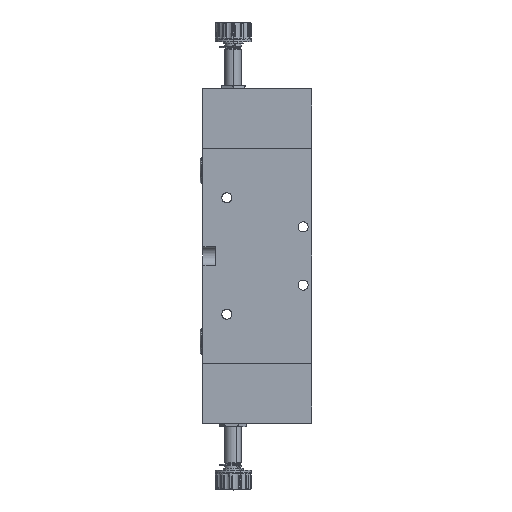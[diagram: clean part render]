
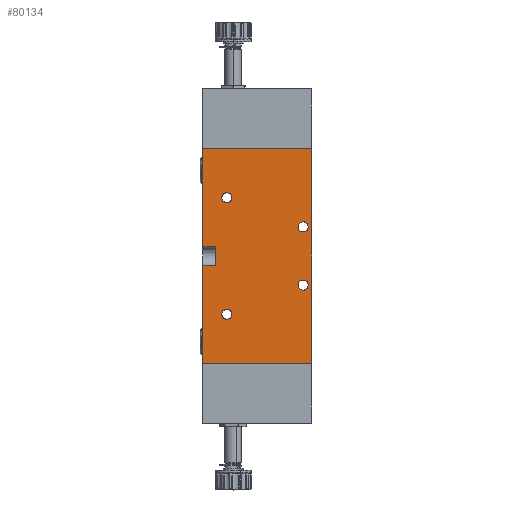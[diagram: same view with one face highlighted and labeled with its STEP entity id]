
A CAD part, left-side view. The second image highlights one B-rep face of the part: STEP entity #80134.
In plain terms, the highlighted planar face has unit normal (-1, 0, 0).
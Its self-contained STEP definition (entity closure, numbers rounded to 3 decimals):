
#233 = CARTESIAN_POINT ( 'NONE',  ( -20., 16.8, 91. ) ) ;
#1942 = CARTESIAN_POINT ( 'NONE',  ( -20., -25.2, 43. ) ) ;
#4042 = CARTESIAN_POINT ( 'NONE',  ( -20., -25.2, 72.25 ) ) ;
#4303 = DIRECTION ( 'NONE',  ( 0., 0., -1. ) ) ;
#4528 = CARTESIAN_POINT ( 'NONE',  ( -20., -30., 64. ) ) ;
#4542 = AXIS2_PLACEMENT_3D ( 'NONE', #22192, #69327, #28998 ) ;
#4583 = CARTESIAN_POINT ( 'NONE',  ( -20., 16.8, 91. ) ) ;
#6026 = ORIENTED_EDGE ( 'NONE', *, *, #8868, .T. ) ;
#6405 = EDGE_LOOP ( 'NONE', ( #69148, #71978 ) ) ;
#6454 = LINE ( 'NONE', #24207, #24383 ) ;
#6773 = VERTEX_POINT ( 'NONE', #4042 ) ;
#6982 = DIRECTION ( 'NONE',  ( 0., 0., -1. ) ) ;
#7183 = EDGE_CURVE ( 'NONE', #29422, #73805, #39320, .T. ) ;
#7311 = ORIENTED_EDGE ( 'NONE', *, *, #84565, .T. ) ;
#8670 = PLANE ( 'NONE',  #30121 ) ;
#8716 = DIRECTION ( 'NONE',  ( 0., 0., -1. ) ) ;
#8756 = FACE_BOUND ( 'NONE', #61633, .T. ) ;
#8868 = EDGE_CURVE ( 'NONE', #75009, #32435, #11498, .T. ) ;
#9015 = DIRECTION ( 'NONE',  ( 1., 0., 0. ) ) ;
#9170 = LINE ( 'NONE', #64696, #40851 ) ;
#9216 = VECTOR ( 'NONE', #51986, 1000. ) ;
#10170 = ORIENTED_EDGE ( 'NONE', *, *, #29913, .F. ) ;
#11276 = CIRCLE ( 'NONE', #69462, 2.75 ) ;
#11398 = DIRECTION ( 'NONE',  ( 0., 0., -1. ) ) ;
#11498 = LINE ( 'NONE', #54368, #26509 ) ;
#11530 = VERTEX_POINT ( 'NONE', #66059 ) ;
#13023 = EDGE_LOOP ( 'NONE', ( #7311, #29631 ) ) ;
#13109 = DIRECTION ( 'NONE',  ( 1., 0., 0. ) ) ;
#13275 = EDGE_CURVE ( 'NONE', #72316, #50096, #68762, .T. ) ;
#13723 = ORIENTED_EDGE ( 'NONE', *, *, #35398, .T. ) ;
#13765 = CARTESIAN_POINT ( 'NONE',  ( -20., -25.2, 75. ) ) ;
#14073 = VECTOR ( 'NONE', #49804, 1000. ) ;
#15453 = VERTEX_POINT ( 'NONE', #86763 ) ;
#15728 = CARTESIAN_POINT ( 'NONE',  ( -20., -25.2, 40.25 ) ) ;
#15972 = CARTESIAN_POINT ( 'NONE',  ( -20., -30., 54. ) ) ;
#17898 = DIRECTION ( 'NONE',  ( 0., -1., 0. ) ) ;
#18159 = ORIENTED_EDGE ( 'NONE', *, *, #84156, .T. ) ;
#18259 = EDGE_CURVE ( 'NONE', #11530, #30542, #57363, .T. ) ;
#18713 = AXIS2_PLACEMENT_3D ( 'NONE', #1942, #49106, #8716 ) ;
#19291 = DIRECTION ( 'NONE',  ( 0., 0., 1. ) ) ;
#19778 = VERTEX_POINT ( 'NONE', #26508 ) ;
#19830 = CARTESIAN_POINT ( 'NONE',  ( -20., 23., 64. ) ) ;
#20497 = DIRECTION ( 'NONE',  ( 0., 0., -1. ) ) ;
#20554 = CARTESIAN_POINT ( 'NONE',  ( -20., -25.2, 75. ) ) ;
#21830 = CARTESIAN_POINT ( 'NONE',  ( -20., 30., 64. ) ) ;
#22192 = CARTESIAN_POINT ( 'NONE',  ( -20., 16.8, 27. ) ) ;
#22443 = FACE_BOUND ( 'NONE', #51443, .T. ) ;
#22958 = CIRCLE ( 'NONE', #37245, 2.75 ) ;
#23434 = ORIENTED_EDGE ( 'NONE', *, *, #85592, .T. ) ;
#23838 = VECTOR ( 'NONE', #19291, 1000. ) ;
#24207 = CARTESIAN_POINT ( 'NONE',  ( -20., -30., 118. ) ) ;
#24383 = VECTOR ( 'NONE', #71365, 1000. ) ;
#26354 = CARTESIAN_POINT ( 'NONE',  ( -20., 23., 118. ) ) ;
#26508 = CARTESIAN_POINT ( 'NONE',  ( -20., 23., 54. ) ) ;
#26509 = VECTOR ( 'NONE', #33781, 1000. ) ;
#27063 = VERTEX_POINT ( 'NONE', #56240 ) ;
#27351 = DIRECTION ( 'NONE',  ( 0., 0., -1. ) ) ;
#28998 = DIRECTION ( 'NONE',  ( 0., 0., -1. ) ) ;
#29031 = DIRECTION ( 'NONE',  ( 0., 0., -1. ) ) ;
#29422 = VERTEX_POINT ( 'NONE', #65265 ) ;
#29631 = ORIENTED_EDGE ( 'NONE', *, *, #70493, .T. ) ;
#29913 = EDGE_CURVE ( 'NONE', #19778, #50096, #75514, .T. ) ;
#30121 = AXIS2_PLACEMENT_3D ( 'NONE', #69056, #69362, #29031 ) ;
#30542 = VERTEX_POINT ( 'NONE', #53718 ) ;
#32435 = VERTEX_POINT ( 'NONE', #83484 ) ;
#32951 = VECTOR ( 'NONE', #17898, 1000. ) ;
#33781 = DIRECTION ( 'NONE',  ( 0., 0., -1. ) ) ;
#34867 = CIRCLE ( 'NONE', #4542, 2.75 ) ;
#35167 = ORIENTED_EDGE ( 'NONE', *, *, #7183, .T. ) ;
#35398 = EDGE_CURVE ( 'NONE', #11530, #72316, #9170, .T. ) ;
#35699 = ORIENTED_EDGE ( 'NONE', *, *, #13275, .T. ) ;
#35783 = CIRCLE ( 'NONE', #39464, 2.75 ) ;
#37245 = AXIS2_PLACEMENT_3D ( 'NONE', #233, #47390, #6982 ) ;
#38267 = FACE_BOUND ( 'NONE', #13023, .T. ) ;
#39320 = CIRCLE ( 'NONE', #67679, 2.75 ) ;
#39464 = AXIS2_PLACEMENT_3D ( 'NONE', #4583, #51745, #11398 ) ;
#39503 = ORIENTED_EDGE ( 'NONE', *, *, #73429, .T. ) ;
#39790 = EDGE_CURVE ( 'NONE', #62446, #62949, #35783, .T. ) ;
#40427 = FACE_BOUND ( 'NONE', #6405, .T. ) ;
#40851 = VECTOR ( 'NONE', #4303, 1000. ) ;
#45245 = CARTESIAN_POINT ( 'NONE',  ( -20., -30., 0. ) ) ;
#45683 = LINE ( 'NONE', #15972, #14073 ) ;
#46561 = EDGE_CURVE ( 'NONE', #19778, #75009, #45683, .T. ) ;
#47390 = DIRECTION ( 'NONE',  ( 1., 0., 0. ) ) ;
#47490 = CARTESIAN_POINT ( 'NONE',  ( -20., 16.8, 88.25 ) ) ;
#47704 = CARTESIAN_POINT ( 'NONE',  ( -20., -30., 118. ) ) ;
#49106 = DIRECTION ( 'NONE',  ( 1., 0., 0. ) ) ;
#49408 = CARTESIAN_POINT ( 'NONE',  ( -20., -25.2, 43. ) ) ;
#49804 = DIRECTION ( 'NONE',  ( 0., 1., 0. ) ) ;
#50096 = VERTEX_POINT ( 'NONE', #19830 ) ;
#51443 = EDGE_LOOP ( 'NONE', ( #23434, #81282 ) ) ;
#51745 = DIRECTION ( 'NONE',  ( 1., 0., 0. ) ) ;
#51986 = DIRECTION ( 'NONE',  ( 0., -1., 0. ) ) ;
#53422 = CARTESIAN_POINT ( 'NONE',  ( -20., 16.8, 27. ) ) ;
#53718 = CARTESIAN_POINT ( 'NONE',  ( -20., -30., 118. ) ) ;
#53855 = VERTEX_POINT ( 'NONE', #77027 ) ;
#53899 = EDGE_CURVE ( 'NONE', #30542, #53855, #6454, .T. ) ;
#54368 = CARTESIAN_POINT ( 'NONE',  ( -20., 30., 118. ) ) ;
#54442 = DIRECTION ( 'NONE',  ( 0., -1., 0. ) ) ;
#54870 = AXIS2_PLACEMENT_3D ( 'NONE', #20554, #67669, #27351 ) ;
#55058 = CIRCLE ( 'NONE', #72541, 2.75 ) ;
#55494 = EDGE_CURVE ( 'NONE', #62949, #62446, #22958, .T. ) ;
#56132 = DIRECTION ( 'NONE',  ( 0., 0., -1. ) ) ;
#56240 = CARTESIAN_POINT ( 'NONE',  ( -20., 16.8, 29.75 ) ) ;
#56667 = CARTESIAN_POINT ( 'NONE',  ( -20., 30., 54. ) ) ;
#57363 = LINE ( 'NONE', #47704, #73230 ) ;
#57491 = ORIENTED_EDGE ( 'NONE', *, *, #53899, .F. ) ;
#58254 = FACE_OUTER_BOUND ( 'NONE', #67375, .T. ) ;
#59413 = CARTESIAN_POINT ( 'NONE',  ( -20., 16.8, 93.75 ) ) ;
#60180 = DIRECTION ( 'NONE',  ( 0., 0., -1. ) ) ;
#60838 = DIRECTION ( 'NONE',  ( 1., 0., 0. ) ) ;
#61633 = EDGE_LOOP ( 'NONE', ( #18159, #35167 ) ) ;
#61993 = CIRCLE ( 'NONE', #54870, 2.75 ) ;
#62446 = VERTEX_POINT ( 'NONE', #47490 ) ;
#62949 = VERTEX_POINT ( 'NONE', #59413 ) ;
#64696 = CARTESIAN_POINT ( 'NONE',  ( -20., 30., 118. ) ) ;
#65265 = CARTESIAN_POINT ( 'NONE',  ( -20., -25.2, 45.75 ) ) ;
#66059 = CARTESIAN_POINT ( 'NONE',  ( -20., 30., 118. ) ) ;
#67226 = VERTEX_POINT ( 'NONE', #79578 ) ;
#67375 = EDGE_LOOP ( 'NONE', ( #13723, #35699, #10170, #82346, #6026, #39503, #57491, #80478 ) ) ;
#67669 = DIRECTION ( 'NONE',  ( 1., 0., 0. ) ) ;
#67679 = AXIS2_PLACEMENT_3D ( 'NONE', #49408, #9015, #56132 ) ;
#68762 = LINE ( 'NONE', #4528, #32951 ) ;
#69056 = CARTESIAN_POINT ( 'NONE',  ( -20., -30., 118. ) ) ;
#69148 = ORIENTED_EDGE ( 'NONE', *, *, #39790, .T. ) ;
#69327 = DIRECTION ( 'NONE',  ( 1., 0., 0. ) ) ;
#69362 = DIRECTION ( 'NONE',  ( 1., 0., 0. ) ) ;
#69462 = AXIS2_PLACEMENT_3D ( 'NONE', #13765, #60838, #20497 ) ;
#70493 = EDGE_CURVE ( 'NONE', #27063, #15453, #55058, .T. ) ;
#71365 = DIRECTION ( 'NONE',  ( 0., 0., -1. ) ) ;
#71978 = ORIENTED_EDGE ( 'NONE', *, *, #55494, .T. ) ;
#72316 = VERTEX_POINT ( 'NONE', #21830 ) ;
#72541 = AXIS2_PLACEMENT_3D ( 'NONE', #53422, #13109, #60180 ) ;
#73230 = VECTOR ( 'NONE', #54442, 1000. ) ;
#73429 = EDGE_CURVE ( 'NONE', #32435, #53855, #81005, .T. ) ;
#73805 = VERTEX_POINT ( 'NONE', #15728 ) ;
#75009 = VERTEX_POINT ( 'NONE', #56667 ) ;
#75446 = CIRCLE ( 'NONE', #18713, 2.75 ) ;
#75514 = LINE ( 'NONE', #26354, #23838 ) ;
#77027 = CARTESIAN_POINT ( 'NONE',  ( -20., -30., 0. ) ) ;
#78419 = EDGE_CURVE ( 'NONE', #67226, #6773, #11276, .T. ) ;
#79578 = CARTESIAN_POINT ( 'NONE',  ( -20., -25.2, 77.75 ) ) ;
#80134 = ADVANCED_FACE ( 'NONE', ( #22443, #8756, #58254, #40427, #38267 ), #8670, .F. ) ;
#80478 = ORIENTED_EDGE ( 'NONE', *, *, #18259, .F. ) ;
#81005 = LINE ( 'NONE', #45245, #9216 ) ;
#81282 = ORIENTED_EDGE ( 'NONE', *, *, #78419, .T. ) ;
#82346 = ORIENTED_EDGE ( 'NONE', *, *, #46561, .T. ) ;
#83484 = CARTESIAN_POINT ( 'NONE',  ( -20., 30., 0. ) ) ;
#84156 = EDGE_CURVE ( 'NONE', #73805, #29422, #75446, .T. ) ;
#84565 = EDGE_CURVE ( 'NONE', #15453, #27063, #34867, .T. ) ;
#85592 = EDGE_CURVE ( 'NONE', #6773, #67226, #61993, .T. ) ;
#86763 = CARTESIAN_POINT ( 'NONE',  ( -20., 16.8, 24.25 ) ) ;
